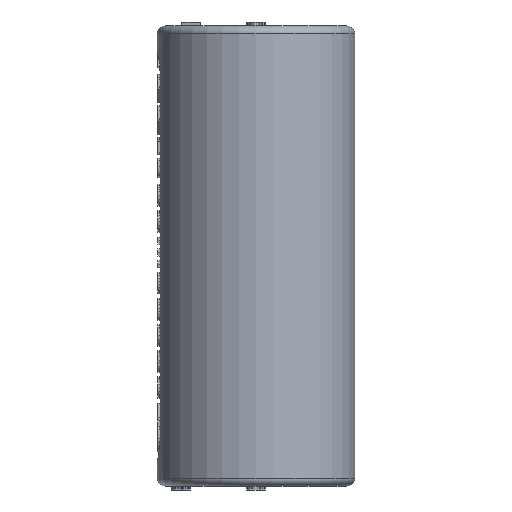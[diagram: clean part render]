
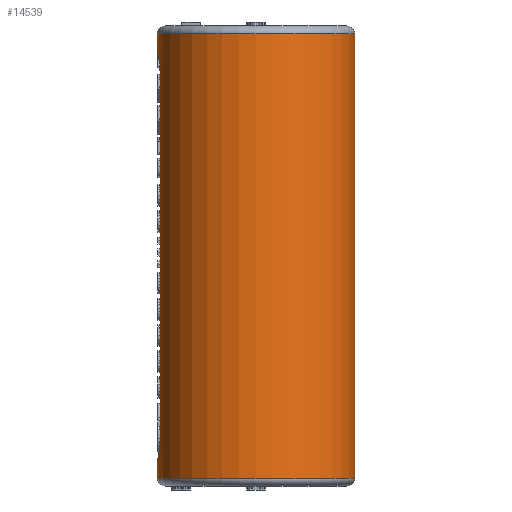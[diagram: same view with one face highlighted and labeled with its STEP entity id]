
A CAD part, front view. The second image highlights one B-rep face of the part: STEP entity #14539.
In plain terms, the highlighted cylindrical face has radius 6.25 mm (diameter 12.5 mm), a partial arc.
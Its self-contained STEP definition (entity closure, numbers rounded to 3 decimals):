
#79=CARTESIAN_POINT('',(0.,0.,-14.05));
#80=DIRECTION('',(0.,0.,-1.));
#81=DIRECTION('',(1.,0.,0.));
#82=AXIS2_PLACEMENT_3D('',#79,#80,#81);
#89=DIRECTION('',(0.,0.,1.));
#90=VECTOR('',#89,1.05);
#91=CARTESIAN_POINT('',(-6.25,0.,-14.05));
#92=LINE('',#91,#90);
#93=CARTESIAN_POINT('',(-6.067,-1.5,-11.5));
#94=CARTESIAN_POINT('',(-6.067,-1.5,-11.612));
#95=CARTESIAN_POINT('',(-6.073,-1.475,-11.832));
#96=CARTESIAN_POINT('',(-6.1,-1.365,-12.152));
#97=CARTESIAN_POINT('',(-6.138,-1.184,-12.441));
#98=CARTESIAN_POINT('',(-6.181,-0.942,
-12.684));
#99=CARTESIAN_POINT('',(-6.218,-0.652,
-12.865));
#100=CARTESIAN_POINT('',(-6.244,-0.332,
-12.975));
#101=CARTESIAN_POINT('',(-6.25,-0.112,-13.));
#102=CARTESIAN_POINT('',(-6.25,0.,-13.));
#104=DIRECTION('',(0.,0.,-1.));
#105=VECTOR('',#104,23.);
#106=CARTESIAN_POINT('',(-6.067,-1.5,11.5));
#107=LINE('',#106,#105);
#108=DIRECTION('',(0.,0.,1.));
#109=VECTOR('',#108,1.05);
#110=CARTESIAN_POINT('',(-6.25,0.,13.));
#111=LINE('',#110,#109);
#116=DIRECTION('',(0.,0.,1.));
#117=VECTOR('',#116,28.1);
#118=CARTESIAN_POINT('',(6.25,0.,-14.05));
#119=LINE('',#118,#117);
#1745=CARTESIAN_POINT('',(-6.25,0.,13.));
#1746=CARTESIAN_POINT('',(-6.25,-0.111,13.));
#1747=CARTESIAN_POINT('',(-6.244,-0.333,
12.975));
#1748=CARTESIAN_POINT('',(-6.218,-0.652,
12.865));
#1749=CARTESIAN_POINT('',(-6.181,-0.942,
12.684));
#1750=CARTESIAN_POINT('',(-6.138,-1.184,
12.441));
#1751=CARTESIAN_POINT('',(-6.1,-1.365,
12.152));
#1752=CARTESIAN_POINT('',(-6.073,-1.475,
11.833));
#1753=CARTESIAN_POINT('',(-6.067,-1.5,11.611));
#1754=CARTESIAN_POINT('',(-6.067,-1.5,11.5));
#6351=CARTESIAN_POINT('',(0.,0.,14.05));
#6352=DIRECTION('',(0.,0.,1.));
#6353=DIRECTION('',(-1.,0.,0.));
#6354=AXIS2_PLACEMENT_3D('',#6351,#6352,#6353);
#11191=CARTESIAN_POINT('',(6.25,0.,14.05));
#11192=CARTESIAN_POINT('',(-6.25,0.,14.05));
#11193=VERTEX_POINT('',#11191);
#11194=VERTEX_POINT('',#11192);
#11199=CARTESIAN_POINT('',(-6.25,0.,-14.05));
#11200=CARTESIAN_POINT('',(6.25,0.,-14.05));
#11201=VERTEX_POINT('',#11199);
#11202=VERTEX_POINT('',#11200);
#11209=CARTESIAN_POINT('',(-6.067,-1.5,11.5));
#11210=VERTEX_POINT('',#11209);
#11211=VERTEX_POINT('',#1745);
#11212=CARTESIAN_POINT('',(-6.067,-1.5,-11.5));
#11214=VERTEX_POINT('',#11212);
#11220=VERTEX_POINT('',#102);
#14517=CARTESIAN_POINT('',(0.,0.,-14.55));
#14518=DIRECTION('',(0.,0.,1.));
#14519=DIRECTION('',(1.,0.,0.));
#14520=AXIS2_PLACEMENT_3D('',#14517,#14518,#14519);
#14521=CYLINDRICAL_SURFACE('',#14520,6.25);
#14523=ORIENTED_EDGE('',*,*,#14522,.T.);
#14525=ORIENTED_EDGE('',*,*,#14524,.F.);
#14527=ORIENTED_EDGE('',*,*,#14526,.F.);
#14529=ORIENTED_EDGE('',*,*,#14528,.F.);
#14531=ORIENTED_EDGE('',*,*,#14530,.T.);
#14533=ORIENTED_EDGE('',*,*,#14532,.T.);
#14535=ORIENTED_EDGE('',*,*,#14534,.F.);
#14536=ORIENTED_EDGE('',*,*,#14511,.T.);
#14537=EDGE_LOOP('',(#14523,#14525,#14527,#14529,#14531,#14533,#14535,#14536));
#14538=FACE_OUTER_BOUND('',#14537,.F.);
#14539=ADVANCED_FACE('',(#14538),#14521,.T.);
#83=CIRCLE('',#82,6.25);
#103=B_SPLINE_CURVE_WITH_KNOTS('',3,(#93,#94,#95,#96,#97,#98,#99,#100,#101,
#102),.UNSPECIFIED.,.F.,.F.,(4,1,1,1,1,1,1,4),(0.,0.143,
0.286,0.429,0.571,0.714,
0.857,1.),.UNSPECIFIED.);
#1755=B_SPLINE_CURVE_WITH_KNOTS('',3,(#1745,#1746,#1747,#1748,#1749,#1750,#1751,
#1752,#1753,#1754),.UNSPECIFIED.,.F.,.F.,(4,1,1,1,1,1,1,4),(0.,
0.143,0.286,0.429,0.571,
0.714,0.857,1.),.UNSPECIFIED.);
#6355=CIRCLE('',#6354,6.25);
#14511=EDGE_CURVE('',#11202,#11201,#83,.T.);
#14522=EDGE_CURVE('',#11201,#11220,#92,.T.);
#14524=EDGE_CURVE('',#11214,#11220,#103,.T.);
#14526=EDGE_CURVE('',#11210,#11214,#107,.T.);
#14528=EDGE_CURVE('',#11211,#11210,#1755,.T.);
#14530=EDGE_CURVE('',#11211,#11194,#111,.T.);
#14532=EDGE_CURVE('',#11194,#11193,#6355,.T.);
#14534=EDGE_CURVE('',#11202,#11193,#119,.T.);
